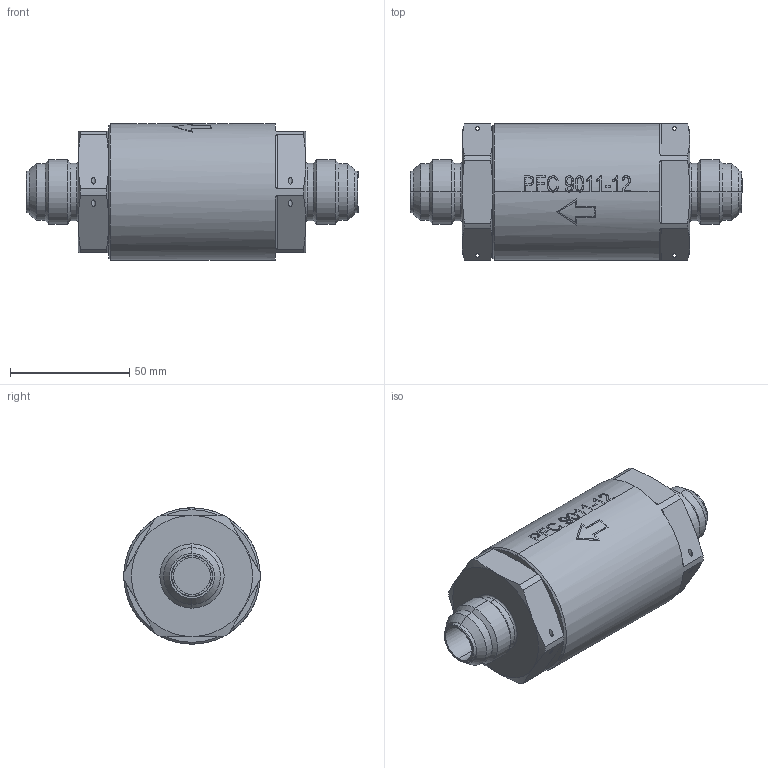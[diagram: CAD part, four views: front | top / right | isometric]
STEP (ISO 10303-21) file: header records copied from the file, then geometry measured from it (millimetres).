
FILE_DESCRIPTION (( 'STEP AP214' ), '1' );
FILE_NAME ('09011012_AS1098(KK).STEP', '2015-07-01T15:21:29', ( '' ), ( '' ), 'SwSTEP 2.0', 'SolidWorks 2015', '' );
FILE_SCHEMA (( 'AUTOMOTIVE_DESIGN' ));
Length unit declared in the file: millimetre
Products named in the file (3): 090111213_AS1098(ADAPTER); 09011012_AS1098(KK); 090111211_AS1098(BODY)
Assembly tree (2 placements, depth 2):
  09011012_AS1098(KK)
    090111213_AS1098(ADAPTER)
    090111211_AS1098(BODY)
Bounding box: 139.19 x 57.15 x 57.15 mm (x, y, z)
Volume: 250473.6 mm3; surface area: 38221.5 mm2
Topology: 2 solids, 2 shells, 261 faces, 649 edges, 406 vertices
Faces by surface type: plane 89, cylinder 72, bspline 48, cone 42, torus 10
Entity records: 10861 total; most frequent: CARTESIAN_POINT 4933, ORIENTED_EDGE 1298, DIRECTION 1089, EDGE_CURVE 649, AXIS2_PLACEMENT_3D 410, VERTEX_POINT 406, EDGE_LOOP 283, VECTOR 269
